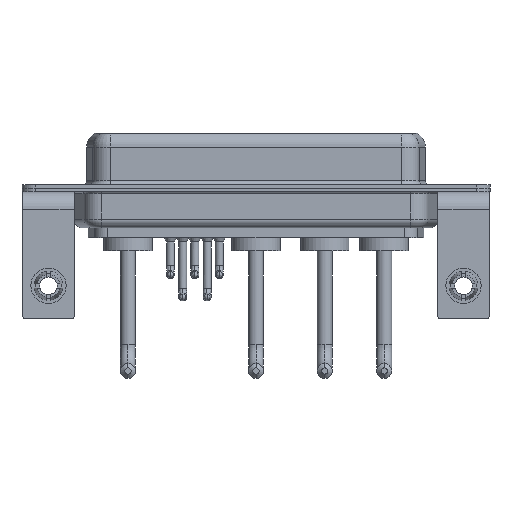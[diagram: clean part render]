
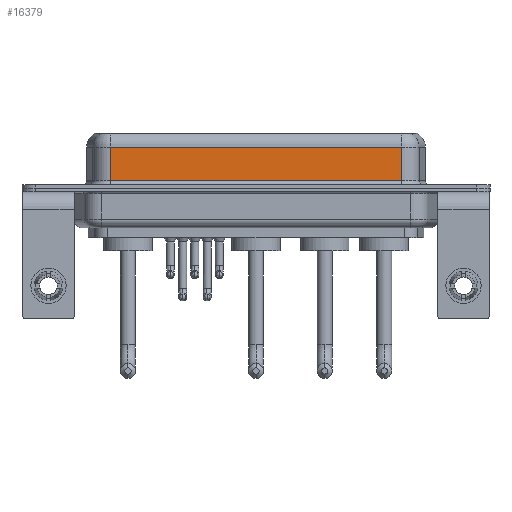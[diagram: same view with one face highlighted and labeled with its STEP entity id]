
A CAD part, front view. The second image highlights one B-rep face of the part: STEP entity #16379.
In plain terms, the highlighted planar face has unit normal (0, -1, 0).
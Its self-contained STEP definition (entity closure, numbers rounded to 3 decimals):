
#363 = VERTEX_POINT ( 'NONE', #4819 ) ;
#972 = CARTESIAN_POINT ( 'NONE',  ( 40.037, -3.95, 0.9 ) ) ;
#1183 = VERTEX_POINT ( 'NONE', #15735 ) ;
#1624 = AXIS2_PLACEMENT_3D ( 'NONE', #2420, #17616, #2326 ) ;
#2326 = DIRECTION ( 'NONE',  ( 0., 0., 1. ) ) ;
#2420 = CARTESIAN_POINT ( 'NONE',  ( 40.037, -3.95, 6.4 ) ) ;
#2802 = DIRECTION ( 'NONE',  ( 1., 0., 0. ) ) ;
#3245 = VECTOR ( 'NONE', #19465, 1000. ) ;
#3399 = EDGE_LOOP ( 'NONE', ( #7433, #3816, #12186, #4357 ) ) ;
#3758 = EDGE_CURVE ( 'NONE', #1183, #363, #8816, .T. ) ;
#3816 = ORIENTED_EDGE ( 'NONE', *, *, #3758, .T. ) ;
#4357 = ORIENTED_EDGE ( 'NONE', *, *, #14947, .T. ) ;
#4446 = DIRECTION ( 'NONE',  ( 0., 0., -1. ) ) ;
#4819 = CARTESIAN_POINT ( 'NONE',  ( 7.013, -3.95, 4.65 ) ) ;
#5069 = LINE ( 'NONE', #6453, #10385 ) ;
#6453 = CARTESIAN_POINT ( 'NONE',  ( 40.037, -3.95, 6.4 ) ) ;
#6644 = DIRECTION ( 'NONE',  ( 0., 0., -1. ) ) ;
#7433 = ORIENTED_EDGE ( 'NONE', *, *, #8040, .F. ) ;
#8040 = EDGE_CURVE ( 'NONE', #1183, #12656, #5069, .T. ) ;
#8565 = VECTOR ( 'NONE', #4446, 1000. ) ;
#8816 = LINE ( 'NONE', #13600, #3245 ) ;
#9816 = VECTOR ( 'NONE', #2802, 1000. ) ;
#10346 = CARTESIAN_POINT ( 'NONE',  ( 40.037, -3.95, 0.9 ) ) ;
#10385 = VECTOR ( 'NONE', #6644, 1000. ) ;
#11579 = PLANE ( 'NONE',  #1624 ) ;
#12186 = ORIENTED_EDGE ( 'NONE', *, *, #15636, .T. ) ;
#12656 = VERTEX_POINT ( 'NONE', #972 ) ;
#13018 = CARTESIAN_POINT ( 'NONE',  ( 7.013, -3.95, 0.9 ) ) ;
#13066 = FACE_OUTER_BOUND ( 'NONE', #3399, .T. ) ;
#13600 = CARTESIAN_POINT ( 'NONE',  ( 40.037, -3.95, 4.65 ) ) ;
#14947 = EDGE_CURVE ( 'NONE', #15504, #12656, #17896, .T. ) ;
#15504 = VERTEX_POINT ( 'NONE', #13018 ) ;
#15636 = EDGE_CURVE ( 'NONE', #363, #15504, #16770, .T. ) ;
#15735 = CARTESIAN_POINT ( 'NONE',  ( 40.037, -3.95, 4.65 ) ) ;
#16379 = ADVANCED_FACE ( 'NONE', ( #13066 ), #11579, .F. ) ;
#16770 = LINE ( 'NONE', #18349, #8565 ) ;
#17616 = DIRECTION ( 'NONE',  ( 0., 1., 0. ) ) ;
#17896 = LINE ( 'NONE', #10346, #9816 ) ;
#18349 = CARTESIAN_POINT ( 'NONE',  ( 7.013, -3.95, 6.4 ) ) ;
#19465 = DIRECTION ( 'NONE',  ( -1., 0., 0. ) ) ;
